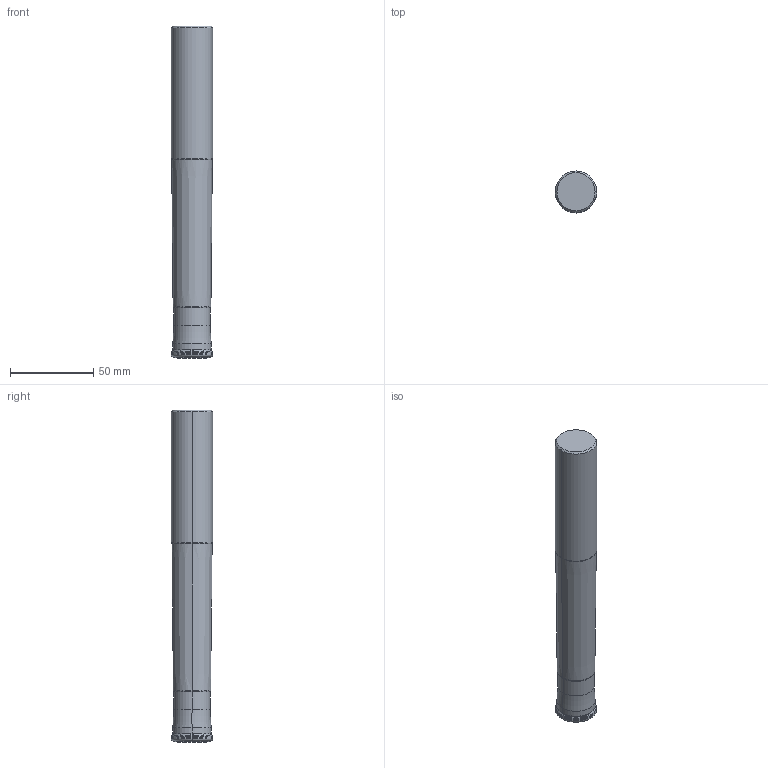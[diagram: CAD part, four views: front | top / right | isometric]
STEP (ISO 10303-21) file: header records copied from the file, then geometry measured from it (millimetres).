
FILE_DESCRIPTION(/* description */ (''),/* implementation_level */ '2;1');
FILE_NAME(/* name */ 'AJX06R254SA25L_MR1_5.stp',/* time_stamp */ '2022-03-28T16:56:36+09:00',/* author */ (''),/* organization */ (''),/* preprocessor_version */ 'ST-DEVELOPER v16',/* originating_system */ 'SIEMENS PLM Software NX 10.0',/* authorisation */ '');
FILE_SCHEMA (('AUTOMOTIVE_DESIGN { 1 0 10303 214 3 1 1 1 }'));
Length unit declared in the file: millimetre
Products named in the file (1): AJX06R254SA25L_MR1_5_ASM
Bounding box: 25 x 25 x 200 mm (x, y, z)
Volume: 92336.7 mm3; surface area: 17134 mm2
Topology: 2 solids, 2 shells, 101 faces, 230 edges, 165 vertices
Faces by surface type: revolution 46, cone 26, torus 18, cylinder 8, plane 3
Entity records: 3677 total; most frequent: CARTESIAN_POINT 1335, DIRECTION 461, ORIENTED_EDGE 400, EDGE_CURVE 200, AXIS2_PLACEMENT_3D 188, CIRCLE 122, B_SPLINE_CURVE_WITH_KNOTS 115, EDGE_LOOP 102
